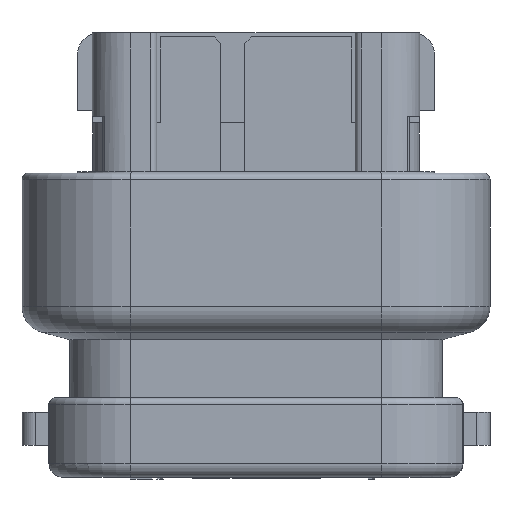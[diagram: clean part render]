
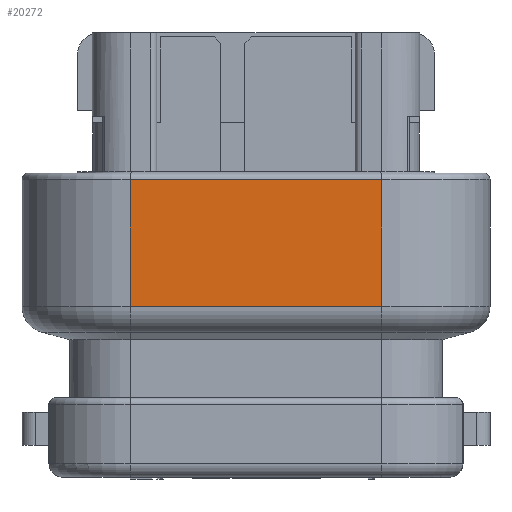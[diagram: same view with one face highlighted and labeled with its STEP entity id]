
A CAD part, front view. The second image highlights one B-rep face of the part: STEP entity #20272.
In plain terms, the highlighted planar face has unit normal (0, -1, 0).
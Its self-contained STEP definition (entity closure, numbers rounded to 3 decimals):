
#5822=DIRECTION('',(0.,0.,1.));
#5823=VECTOR('',#5822,9.601);
#5824=CARTESIAN_POINT('',(9.5,-13.8,-10.101));
#5825=LINE('',#5824,#5823);
#5826=DIRECTION('',(-1.,0.,0.));
#5827=VECTOR('',#5826,19.);
#5828=CARTESIAN_POINT('',(9.5,-13.8,-10.101));
#5829=LINE('',#5828,#5827);
#5830=DIRECTION('',(0.,0.,1.));
#5831=VECTOR('',#5830,9.601);
#5832=CARTESIAN_POINT('',(-9.5,-13.8,-10.101));
#5833=LINE('',#5832,#5831);
#5890=DIRECTION('',(-1.,0.,0.));
#5891=VECTOR('',#5890,19.);
#5892=CARTESIAN_POINT('',(9.5,-13.8,-0.5));
#5893=LINE('',#5892,#5891);
#10086=CARTESIAN_POINT('',(9.5,-13.8,-10.101));
#10088=VERTEX_POINT('',#10086);
#10089=CARTESIAN_POINT('',(9.5,-13.8,-0.5));
#10090=VERTEX_POINT('',#10089);
#10102=CARTESIAN_POINT('',(-9.5,-13.8,-10.101));
#10104=VERTEX_POINT('',#10102);
#10105=CARTESIAN_POINT('',(-9.5,-13.8,-0.5));
#10106=VERTEX_POINT('',#10105);
#20259=CARTESIAN_POINT('',(9.5,-13.8,-10.101));
#20260=DIRECTION('',(0.,-1.,0.));
#20261=DIRECTION('',(0.,0.,1.));
#20262=AXIS2_PLACEMENT_3D('',#20259,#20260,#20261);
#20263=PLANE('',#20262);
#20264=ORIENTED_EDGE('',*,*,#20253,.F.);
#20265=ORIENTED_EDGE('',*,*,#20007,.T.);
#20267=ORIENTED_EDGE('',*,*,#20266,.T.);
#20269=ORIENTED_EDGE('',*,*,#20268,.F.);
#20270=EDGE_LOOP('',(#20264,#20265,#20267,#20269));
#20271=FACE_OUTER_BOUND('',#20270,.F.);
#20007=EDGE_CURVE('',#10088,#10104,#5829,.T.);
#20253=EDGE_CURVE('',#10088,#10090,#5825,.T.);
#20266=EDGE_CURVE('',#10104,#10106,#5833,.T.);
#20268=EDGE_CURVE('',#10090,#10106,#5893,.T.);
#20272=ADVANCED_FACE('',(#20271),#20263,.T.);
